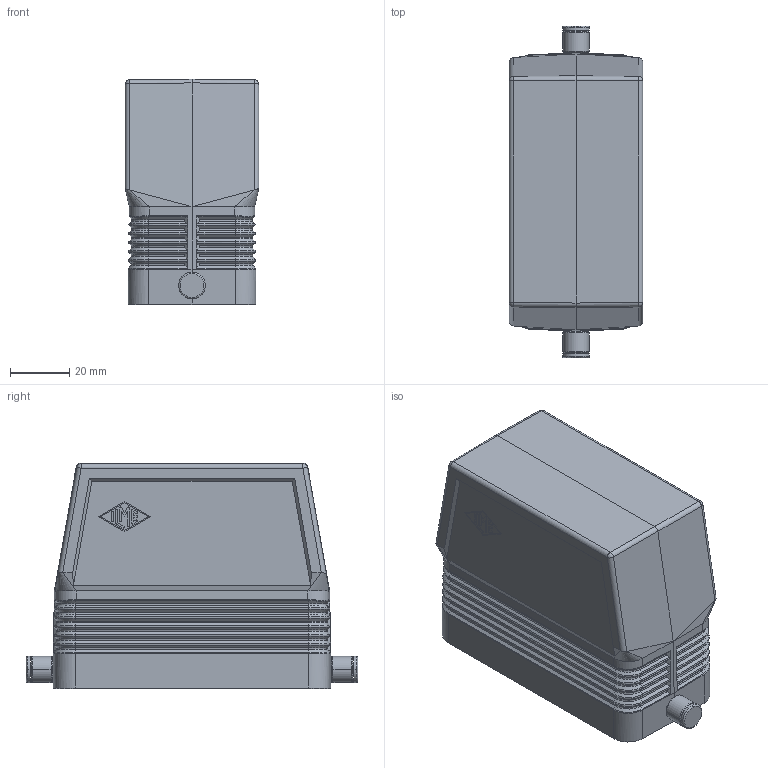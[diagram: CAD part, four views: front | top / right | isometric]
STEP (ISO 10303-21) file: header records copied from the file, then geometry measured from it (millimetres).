
FILE_DESCRIPTION(('Creo Elements/Direct Modeling STEP Export'),'2;1');
FILE_NAME('0ln7uvk45d85cl91516','2016-10-26T16:21:37',(''),(''),'PTC Creo Elements/Direct Modeling STEP processor for AP214 (Solid Model)','PTC Creo Elements/Direct Modeling 19.0E 27-Jun-2016 (C) Parametric Technology GmbH','');
FILE_SCHEMA(('AUTOMOTIVE_DESIGN { 1 0 10303 214 1 1 1 1 }'));
Length unit declared in the file: millimetre
Products named in the file (2): RAC_16_L
Assembly tree (1 placements, depth 2):
  RAC_16_L
    RAC_16_L
Bounding box: 45 x 111.7 x 76 mm (x, y, z)
Volume: 94317.2 mm3; surface area: 45055.8 mm2
Topology: 1 solids, 1 shells, 523 faces, 1287 edges, 778 vertices
Faces by surface type: plane 217, cylinder 146, torus 68, cone 60, bspline 28, sphere 4
Entity records: 22373 total; most frequent: CARTESIAN_POINT 6326, ORIENTED_EDGE 2554, DIRECTION 2426, EDGE_CURVE 1277, AXIS2_PLACEMENT_3D 876, VERTEX_POINT 778, VECTOR 674, LINE 674
